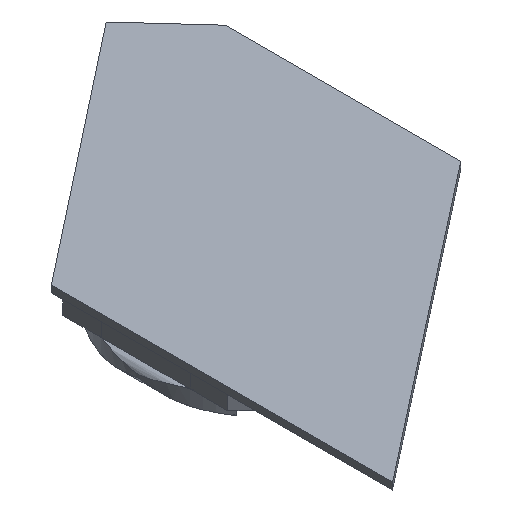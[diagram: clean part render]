
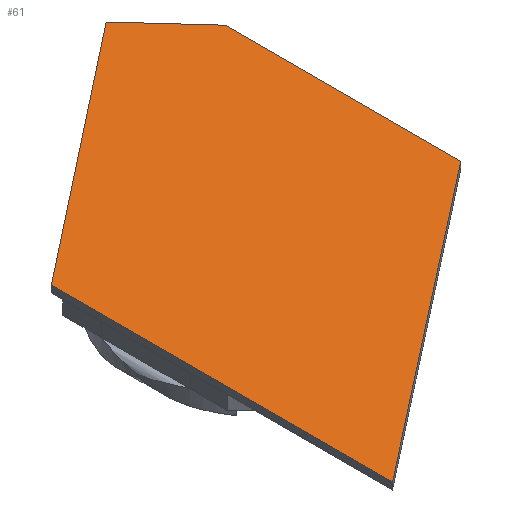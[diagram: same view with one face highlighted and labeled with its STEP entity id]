
A CAD part, isometric view. The second image highlights one B-rep face of the part: STEP entity #61.
In plain terms, the highlighted planar face has unit normal (0, 0, 1).
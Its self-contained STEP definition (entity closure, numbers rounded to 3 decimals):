
#61=ADVANCED_FACE('',(#110),#740,.T.);
#110=FACE_OUTER_BOUND('',#160,.T.);
#160=EDGE_LOOP('',(#379,#380,#381,#382,#383));
#379=ORIENTED_EDGE('',*,*,#493,.T.);
#380=ORIENTED_EDGE('',*,*,#507,.F.);
#381=ORIENTED_EDGE('',*,*,#504,.F.);
#382=ORIENTED_EDGE('',*,*,#500,.T.);
#383=ORIENTED_EDGE('',*,*,#505,.F.);
#493=EDGE_CURVE('',#687,#686,#610,.T.);
#500=EDGE_CURVE('',#691,#693,#617,.T.);
#504=EDGE_CURVE('',#691,#689,#621,.T.);
#505=EDGE_CURVE('',#687,#693,#622,.T.);
#507=EDGE_CURVE('',#689,#686,#624,.T.);
#610=B_SPLINE_CURVE_WITH_KNOTS('',1,(#1410,#1411),.UNSPECIFIED.,.F.,.F.,
(2,2),(0.,42.655),.UNSPECIFIED.);
#617=B_SPLINE_CURVE_WITH_KNOTS('',1,(#1425,#1426),.UNSPECIFIED.,.F.,.F.,
(2,2),(139.546,170.518),.UNSPECIFIED.);
#621=B_SPLINE_CURVE_WITH_KNOTS('',1,(#1434,#1435,#1436),.UNSPECIFIED.,.F.,
 .F.,(2,1,2),(-139.546,-130.084,-87.508),
 .UNSPECIFIED.);
#622=B_SPLINE_CURVE_WITH_KNOTS('',1,(#1437,#1438,#1439),.UNSPECIFIED.,.F.,
 .F.,(2,1,2),(-181.592,-181.59,-170.518),
 .UNSPECIFIED.);
#624=B_SPLINE_CURVE_WITH_KNOTS('',1,(#1443,#1444,#1445),.UNSPECIFIED.,.F.,
 .F.,(2,1,2),(0.,22.629,44.854),.UNSPECIFIED.);
#686=VERTEX_POINT('',#1066);
#687=VERTEX_POINT('',#1067);
#689=VERTEX_POINT('',#1069);
#691=VERTEX_POINT('',#1071);
#693=VERTEX_POINT('',#1073);
#740=PLANE('',#876);
#876=AXIS2_PLACEMENT_3D('',#1002,#929,$);
#929=DIRECTION('',(0.,0.,1.));
#1002=CARTESIAN_POINT('',(-1.41,69.857,0.9));
#1066=CARTESIAN_POINT('',(-1.,42.803,0.9));
#1067=CARTESIAN_POINT('',(32.549,69.145,0.9));
#1069=CARTESIAN_POINT('',(-1.,-2.05,0.9));
#1071=CARTESIAN_POINT('',(40.007,29.988,0.9));
#1073=CARTESIAN_POINT('',(40.007,60.959,0.9));
#1410=CARTESIAN_POINT('',(32.549,69.145,0.9));
#1411=CARTESIAN_POINT('',(-1.,42.803,0.9));
#1425=CARTESIAN_POINT('',(40.007,29.988,0.9));
#1426=CARTESIAN_POINT('',(40.007,60.959,0.9));
#1434=CARTESIAN_POINT('',(40.007,29.988,0.9));
#1435=CARTESIAN_POINT('',(32.55,24.162,0.9));
#1436=CARTESIAN_POINT('',(-1.,-2.05,0.9));
#1437=CARTESIAN_POINT('',(32.549,69.145,0.9));
#1438=CARTESIAN_POINT('',(32.55,69.144,0.9));
#1439=CARTESIAN_POINT('',(40.007,60.959,0.9));
#1443=CARTESIAN_POINT('',(-1.,-2.05,0.9));
#1444=CARTESIAN_POINT('',(-1.,20.578,0.9));
#1445=CARTESIAN_POINT('',(-1.,42.803,0.9));
